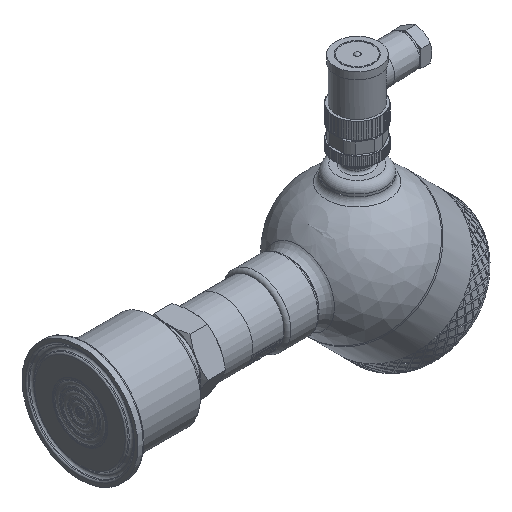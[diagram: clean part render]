
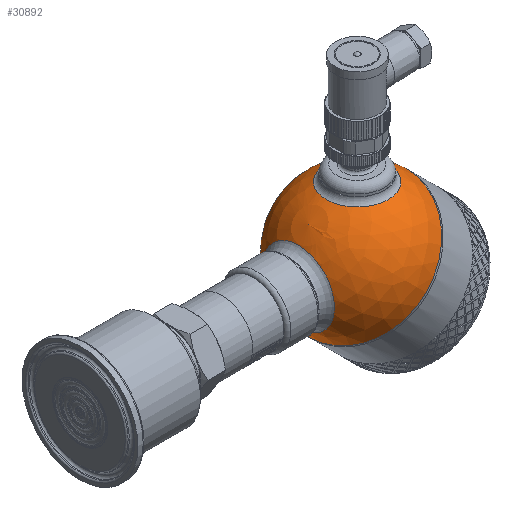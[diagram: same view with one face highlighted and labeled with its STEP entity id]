
A CAD part, isometric view. The second image highlights one B-rep face of the part: STEP entity #30892.
In plain terms, the highlighted spherical face has radius 30 mm.
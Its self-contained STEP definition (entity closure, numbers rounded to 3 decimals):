
#43=SPHERICAL_SURFACE('',#32326,30.);
#340=FACE_BOUND('',#5430,.T.);
#341=FACE_BOUND('',#5431,.T.);
#3308=FACE_OUTER_BOUND('',#5429,.T.);
#5429=EDGE_LOOP('',(#27087,#27088,#27089,#27090));
#5430=EDGE_LOOP('',(#27091));
#5431=EDGE_LOOP('',(#27092));
#6193=CIRCLE('',#32323,15.643);
#6196=CIRCLE('',#32327,30.);
#6197=CIRCLE('',#32328,30.);
#6198=CIRCLE('',#32329,30.);
#6199=CIRCLE('',#32330,13.5);
#14060=VERTEX_POINT('',#76896);
#14062=VERTEX_POINT('',#76902);
#14063=VERTEX_POINT('',#76903);
#14064=VERTEX_POINT('',#76905);
#14065=VERTEX_POINT('',#76908);
#18496=EDGE_CURVE('',#14060,#14060,#6193,.T.);
#18499=EDGE_CURVE('',#14062,#14063,#6196,.T.);
#18500=EDGE_CURVE('',#14062,#14064,#6197,.T.);
#18501=EDGE_CURVE('',#14063,#14062,#6198,.T.);
#18502=EDGE_CURVE('',#14065,#14065,#6199,.T.);
#27087=ORIENTED_EDGE('',*,*,#18499,.F.);
#27088=ORIENTED_EDGE('',*,*,#18500,.T.);
#27089=ORIENTED_EDGE('',*,*,#18500,.F.);
#27090=ORIENTED_EDGE('',*,*,#18501,.F.);
#27091=ORIENTED_EDGE('',*,*,#18496,.F.);
#27092=ORIENTED_EDGE('',*,*,#18502,.F.);
#30892=ADVANCED_FACE('',(#3308,#340,#341),#43,.T.);
#32323=AXIS2_PLACEMENT_3D('',#76897,#35929,#35930);
#32326=AXIS2_PLACEMENT_3D('',#76901,#35935,#35936);
#32327=AXIS2_PLACEMENT_3D('',#76904,#35937,#35938);
#32328=AXIS2_PLACEMENT_3D('',#76906,#35939,#35940);
#32329=AXIS2_PLACEMENT_3D('',#76907,#35941,#35942);
#32330=AXIS2_PLACEMENT_3D('',#76909,#35943,#35944);
#35929=DIRECTION('center_axis',(-0.707,0.,0.707));
#35930=DIRECTION('ref_axis',(0.707,0.,0.707));
#35935=DIRECTION('center_axis',(1.,0.,0.));
#35936=DIRECTION('ref_axis',(0.,-1.,0.));
#35937=DIRECTION('center_axis',(1.,0.,0.));
#35938=DIRECTION('ref_axis',(0.,1.,0.));
#35939=DIRECTION('center_axis',(0.,0.,1.));
#35940=DIRECTION('ref_axis',(0.,1.,0.));
#35941=DIRECTION('center_axis',(1.,0.,0.));
#35942=DIRECTION('ref_axis',(0.,1.,0.));
#35943=DIRECTION('center_axis',(-0.707,0.,-0.707));
#35944=DIRECTION('ref_axis',(-0.707,0.,0.707));
#76896=CARTESIAN_POINT('',(-29.162,0.,7.04));
#76897=CARTESIAN_POINT('Origin',(-18.101,0.,18.101));
#76901=CARTESIAN_POINT('Origin',(0.,0.,0.));
#76902=CARTESIAN_POINT('',(0.,30.,0.));
#76903=CARTESIAN_POINT('',(0.,-30.,0.));
#76904=CARTESIAN_POINT('Origin',(0.,0.,0.));
#76905=CARTESIAN_POINT('',(-30.,0.,0.));
#76906=CARTESIAN_POINT('Origin',(0.,0.,0.));
#76907=CARTESIAN_POINT('Origin',(0.,0.,0.));
#76908=CARTESIAN_POINT('',(-9.398,0.,-28.49));
#76909=CARTESIAN_POINT('Origin',(-18.944,0.,-18.944));
